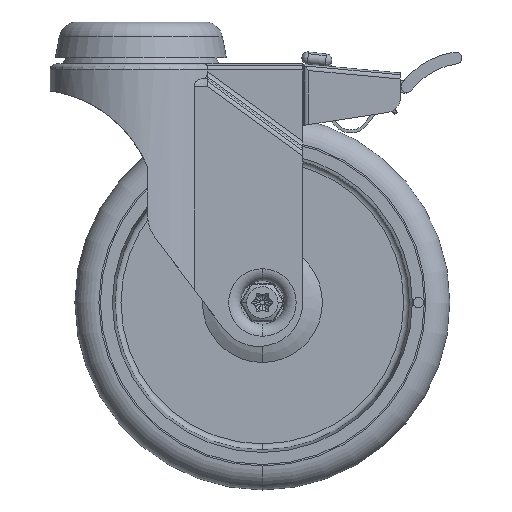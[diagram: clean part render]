
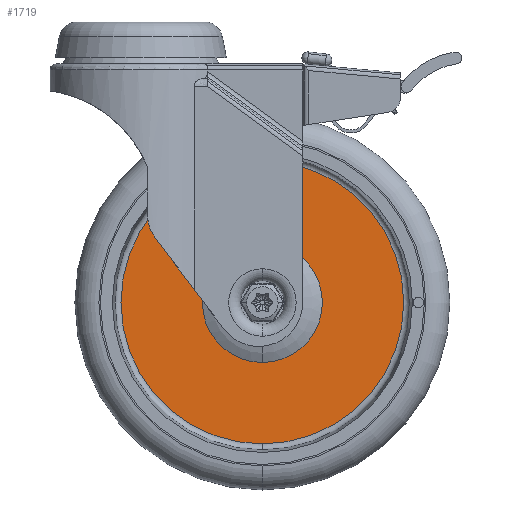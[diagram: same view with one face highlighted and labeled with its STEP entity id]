
A CAD part, front view. The second image highlights one B-rep face of the part: STEP entity #1719.
In plain terms, the highlighted planar face has unit normal (0, -1, 0).
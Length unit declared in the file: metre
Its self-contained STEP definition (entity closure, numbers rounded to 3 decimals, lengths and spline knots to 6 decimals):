
#1719=ADVANCED_FACE('',(#2867,#2868),#2869,.T.);
#2867=FACE_OUTER_BOUND('',#4302,.T.);
#2868=FACE_BOUND('',#4303,.T.);
#2869=PLANE('',#4304);
#4302=EDGE_LOOP('',(#12036,#12037));
#4303=EDGE_LOOP('',(#12038,#12039));
#4304=AXIS2_PLACEMENT_3D('',#12040,#12041,#12042);
#12036=ORIENTED_EDGE('',*,*,#14819,.F.);
#12037=ORIENTED_EDGE('',*,*,#14759,.F.);
#12038=ORIENTED_EDGE('',*,*,#14764,.T.);
#12039=ORIENTED_EDGE('',*,*,#14818,.T.);
#12040=CARTESIAN_POINT('',(0.0,-0.002,0.033569));
#12041=DIRECTION('',(0.0,-1.0,0.));
#12042=DIRECTION('',(0.0,0.,-1.0));
#14759=EDGE_CURVE('',#17033,#17035,#17036,.T.);
#14764=EDGE_CURVE('',#17039,#17043,#17045,.T.);
#14818=EDGE_CURVE('',#17043,#17039,#17129,.T.);
#14819=EDGE_CURVE('',#17035,#17033,#17130,.T.);
#17033=VERTEX_POINT('',#21419);
#17035=VERTEX_POINT('',#21421);
#17036=CIRCLE('',#21422,0.047138);
#17039=VERTEX_POINT('',#21425);
#17043=VERTEX_POINT('',#21429);
#17045=CIRCLE('',#21431,0.02);
#17129=CIRCLE('',#21529,0.02);
#17130=CIRCLE('',#21530,0.047138);
#21419=CARTESIAN_POINT('',(0.,-0.002,-0.047138));
#21421=CARTESIAN_POINT('',(0.0,-0.002,0.047138));
#21422=AXIS2_PLACEMENT_3D('',#26602,#26603,#26604);
#21425=CARTESIAN_POINT('',(0.0,-0.002,0.02));
#21429=CARTESIAN_POINT('',(0.,-0.002,-0.02));
#21431=AXIS2_PLACEMENT_3D('',#26617,#26618,#26619);
#21529=AXIS2_PLACEMENT_3D('',#26751,#26752,#26753);
#21530=AXIS2_PLACEMENT_3D('',#26754,#26755,#26756);
#26602=CARTESIAN_POINT('',(0.0,-0.002,0.0));
#26603=DIRECTION('',(0.0,1.0,0.0));
#26604=DIRECTION('',(0.0,0.0,1.0));
#26617=CARTESIAN_POINT('',(0.0,-0.002,0.0));
#26618=DIRECTION('',(0.0,1.0,0.0));
#26619=DIRECTION('',(0.0,0.0,1.0));
#26751=CARTESIAN_POINT('',(0.0,-0.002,0.0));
#26752=DIRECTION('',(0.0,1.0,0.0));
#26753=DIRECTION('',(0.0,0.0,1.0));
#26754=CARTESIAN_POINT('',(0.0,-0.002,0.0));
#26755=DIRECTION('',(0.0,1.0,0.0));
#26756=DIRECTION('',(0.0,0.0,1.0));
